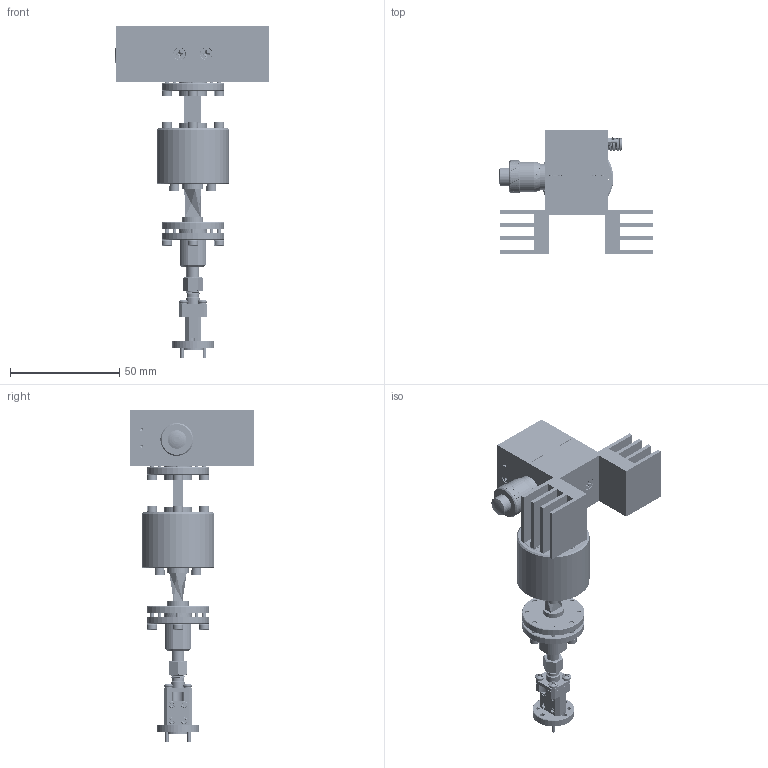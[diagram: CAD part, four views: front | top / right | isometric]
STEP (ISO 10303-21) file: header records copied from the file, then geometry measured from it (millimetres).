
FILE_DESCRIPTION (( 'STEP AP203' ), '1' );
FILE_NAME ('SOM-75320305-12-MI.STEP', '2019-04-02T19:21:35', ( '' ), ( '' ), 'SwSTEP 2.0', 'SolidWorks 2016', '' );
FILE_SCHEMA (( 'CONFIG_CONTROL_DESIGN' ));
Products named in the file (1): SOM-75320305-12-MI
Bounding box: 70.66 x 56.26 x 151.63 mm (x, y, z)
Volume: 67653.1 mm3; surface area: 54974.2 mm2
Topology: 92 solids, 92 shells, 5746 faces, 15531 edges, 10065 vertices
Faces by surface type: plane 2469, cylinder 2399, cone 656, bspline 162, torus 52, sphere 8
Entity records: 219589 total; most frequent: CARTESIAN_POINT 87616, ORIENTED_EDGE 30838, DIRECTION 23863, EDGE_CURVE 15419, VERTEX_POINT 10065, AXIS2_PLACEMENT_3D 8962, EDGE_LOOP 6146, VECTOR 5939
